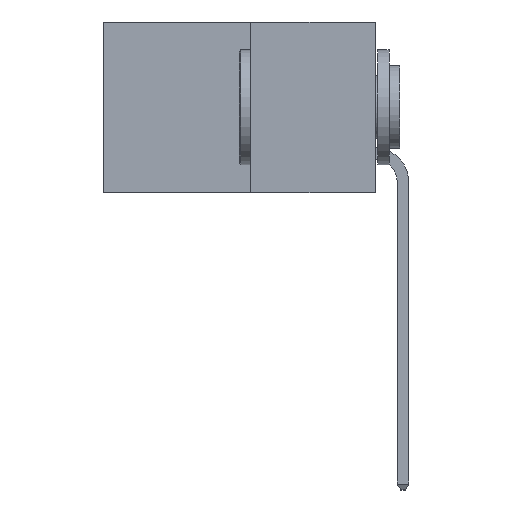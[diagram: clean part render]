
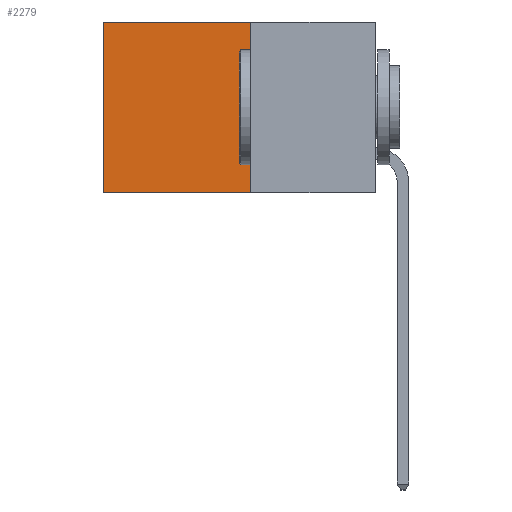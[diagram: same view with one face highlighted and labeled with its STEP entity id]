
A CAD part, left-side view. The second image highlights one B-rep face of the part: STEP entity #2279.
In plain terms, the highlighted planar face has unit normal (-1, 0, 0).
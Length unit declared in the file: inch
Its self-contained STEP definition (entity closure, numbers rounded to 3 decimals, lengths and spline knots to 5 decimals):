
#24 = CARTESIAN_POINT ( 'NONE',  ( 0.277, 0.59, -0.37 ) ) ;
#432 = VECTOR ( 'NONE', #11602, 39.37008 ) ;
#754 = EDGE_CURVE ( 'NONE', #9674, #3116, #3320, .T. ) ;
#1007 = DIRECTION ( 'NONE',  ( 0., 0., -1. ) ) ;
#1236 = PLANE ( 'NONE',  #9432 ) ;
#1396 = VECTOR ( 'NONE', #11099, 39.37008 ) ;
#1834 = LINE ( 'NONE', #9107, #4391 ) ;
#1858 = CARTESIAN_POINT ( 'NONE',  ( 0.277, 0.27, -0.37 ) ) ;
#2224 = VERTEX_POINT ( 'NONE', #5121 ) ;
#2279 = ADVANCED_FACE ( 'NONE', ( #7924 ), #1236, .F. ) ;
#3116 = VERTEX_POINT ( 'NONE', #10235 ) ;
#3320 = LINE ( 'NONE', #24, #7832 ) ;
#3604 = EDGE_CURVE ( 'NONE', #9216, #2224, #1834, .T. ) ;
#4391 = VECTOR ( 'NONE', #9140, 39.37008 ) ;
#4960 = EDGE_CURVE ( 'NONE', #2224, #3116, #10514, .T. ) ;
#5039 = EDGE_LOOP ( 'NONE', ( #7164, #7693, #8606, #7949 ) ) ;
#5121 = CARTESIAN_POINT ( 'NONE',  ( 0.277, 0.27, -0.37 ) ) ;
#7164 = ORIENTED_EDGE ( 'NONE', *, *, #754, .T. ) ;
#7693 = ORIENTED_EDGE ( 'NONE', *, *, #4960, .F. ) ;
#7832 = VECTOR ( 'NONE', #1007, 39.37008 ) ;
#7924 = FACE_OUTER_BOUND ( 'NONE', #5039, .T. ) ;
#7949 = ORIENTED_EDGE ( 'NONE', *, *, #10493, .T. ) ;
#8469 = CARTESIAN_POINT ( 'NONE',  ( 0.277, 0.27, 0. ) ) ;
#8606 = ORIENTED_EDGE ( 'NONE', *, *, #3604, .F. ) ;
#8673 = DIRECTION ( 'NONE',  ( 1., 0., 0. ) ) ;
#8741 = LINE ( 'NONE', #8469, #1396 ) ;
#9107 = CARTESIAN_POINT ( 'NONE',  ( 0.277, 0.27, -0.37 ) ) ;
#9140 = DIRECTION ( 'NONE',  ( 0., 0., -1. ) ) ;
#9216 = VERTEX_POINT ( 'NONE', #9805 ) ;
#9362 = CARTESIAN_POINT ( 'NONE',  ( 0.277, 0.59, 0. ) ) ;
#9432 = AXIS2_PLACEMENT_3D ( 'NONE', #1858, #8673, #10548 ) ;
#9674 = VERTEX_POINT ( 'NONE', #9362 ) ;
#9805 = CARTESIAN_POINT ( 'NONE',  ( 0.277, 0.27, 0. ) ) ;
#10235 = CARTESIAN_POINT ( 'NONE',  ( 0.277, 0.59, -0.37 ) ) ;
#10493 = EDGE_CURVE ( 'NONE', #9216, #9674, #8741, .T. ) ;
#10514 = LINE ( 'NONE', #11628, #432 ) ;
#10548 = DIRECTION ( 'NONE',  ( 0., 0., -1. ) ) ;
#11099 = DIRECTION ( 'NONE',  ( 0., 1., 0. ) ) ;
#11602 = DIRECTION ( 'NONE',  ( 0., 1., 0. ) ) ;
#11628 = CARTESIAN_POINT ( 'NONE',  ( 0.277, 0.27, -0.37 ) ) ;
